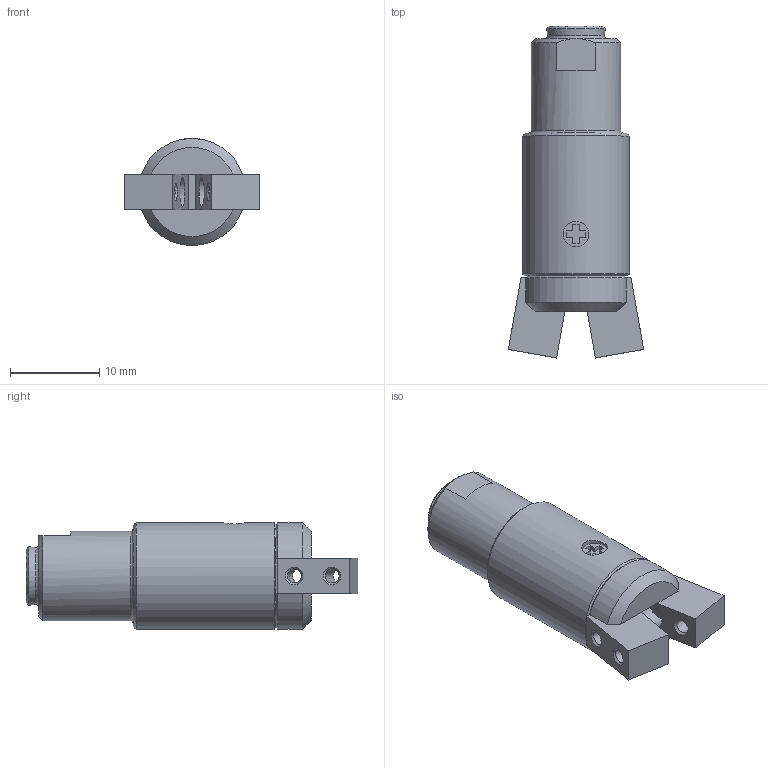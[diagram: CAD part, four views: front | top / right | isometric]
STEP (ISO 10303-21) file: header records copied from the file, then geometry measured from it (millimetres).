
FILE_DESCRIPTION(/* description */ ('STEP AP214'),/* implementation_level */ '2;1');
FILE_NAME(/* name */ '185695_HGWM-08-EO-G8',/* time_stamp */ '2024-08-29T08:14:18+02:00',/* author */ ('License CC BY-ND 4.0'),/* organization */ ('CADENAS'),/* preprocessor_version */ 'ST-DEVELOPER v19.3',/* originating_system */ 'PARTsolutions',/* authorisation */ ' ');
FILE_SCHEMA (('AUTOMOTIVE_DESIGN {1 0 10303 214 3 1 1}'));
Length unit declared in the file: millimetre
Products named in the file (3): 185695 HGWM-08-EO-G8---(asm_0_20); 185695 HGWM-08-EO-G8---(0, 20)_GR; HGWM-8-Ex-G8---(JAW)
Assembly tree (3 placements, depth 2):
  185695 HGWM-08-EO-G8---(asm_0_20)
    185695 HGWM-08-EO-G8---(0, 20)_GR
    HGWM-8-Ex-G8---(JAW)  x2
Bounding box: 15.17 x 37.21 x 12 mm (x, y, z)
Volume: 3026.8 mm3; surface area: 2305.6 mm2
Topology: 3 solids, 3 shells, 86 faces, 194 edges, 121 vertices
Faces by surface type: plane 49, cylinder 19, cone 16, torus 2
Full cylindrical faces by diameter (mm): 1.5 x4, 1.567 x4, 2.459 x1, 2.866 x1, 3.333 x2, 9.8 x1, 10 x1, 12 x1
Entity records: 2320 total; most frequent: CARTESIAN_POINT 375, DIRECTION 315, ORIENTED_EDGE 268, EDGE_CURVE 134, AXIS2_PLACEMENT_3D 122, EDGE_LOOP 107, FACE_BOUND 107, VERTEX_POINT 95
